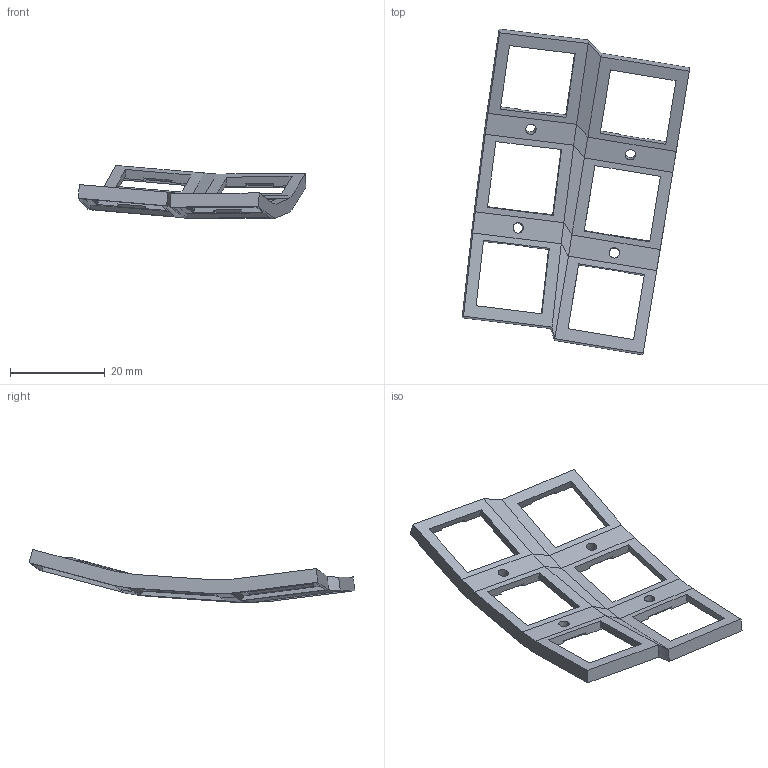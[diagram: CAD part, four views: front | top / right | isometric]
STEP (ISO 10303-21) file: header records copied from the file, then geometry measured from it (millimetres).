
FILE_DESCRIPTION(/* description */ (''),/* implementation_level */ '2;1');
FILE_NAME(/* name */ '3x2 main plate.step',/* time_stamp */ '2024-01-17T12:13:09+08:00',/* author */ (''),/* organization */ (''),/* preprocessor_version */ 'ST-DEVELOPER v20',/* originating_system */ 'Autodesk Translation Framework v12.14.0.127',/* authorisation */ '');
FILE_SCHEMA (('AUTOMOTIVE_DESIGN { 1 0 10303 214 3 1 1 }'));
Length unit declared in the file: millimetre
Products named in the file (1): 3x2 main plate
Bounding box: 47.97 x 68.6 x 11.19 mm (x, y, z)
Volume: 3048.1 mm3; surface area: 4157.9 mm2
Topology: 1 solids, 1 shells, 146 faces, 396 edges, 252 vertices
Faces by surface type: plane 130, bspline 12, cylinder 4
Full cylindrical faces by diameter (mm): 2.2 x4
Entity records: 4684 total; most frequent: CARTESIAN_POINT 975, ORIENTED_EDGE 792, DIRECTION 674, EDGE_CURVE 396, LINE 388, VECTOR 388, VERTEX_POINT 252, EDGE_LOOP 166
